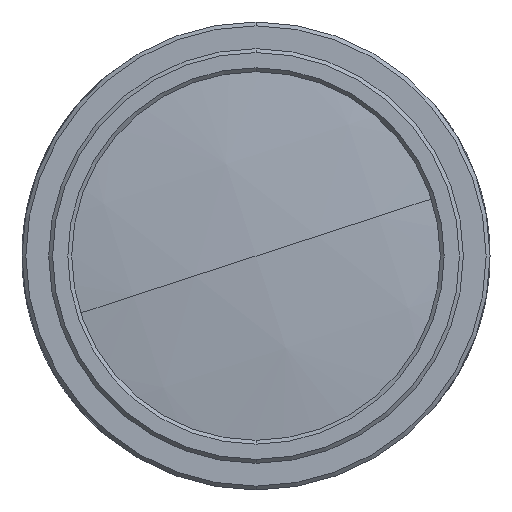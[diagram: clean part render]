
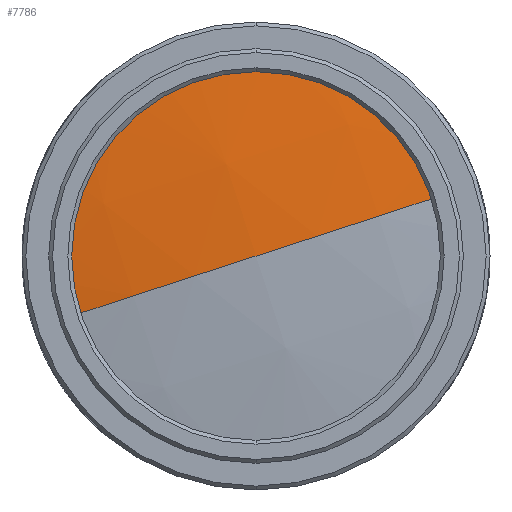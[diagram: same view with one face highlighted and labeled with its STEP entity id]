
A CAD part, left-side view. The second image highlights one B-rep face of the part: STEP entity #7786.
In plain terms, the highlighted spherical face has radius 95.54 mm.
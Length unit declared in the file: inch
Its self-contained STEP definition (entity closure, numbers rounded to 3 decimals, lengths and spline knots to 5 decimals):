
#712 = AXIS2_PLACEMENT_3D ( 'NONE', #15562, #6954, #17000 ) ;
#951 = VERTEX_POINT ( 'NONE', #17037 ) ;
#1070 = CARTESIAN_POINT ( 'NONE',  ( -0.16109, 0., 0. ) ) ;
#1312 = VERTEX_POINT ( 'NONE', #12994 ) ;
#1409 = AXIS2_PLACEMENT_3D ( 'NONE', #13656, #13782, #5205 ) ;
#2257 = EDGE_LOOP ( 'NONE', ( #5466, #11550, #3221, #13794 ) ) ;
#2516 = DIRECTION ( 'NONE',  ( 0., -0.309, -0.951 ) ) ;
#3221 = ORIENTED_EDGE ( 'NONE', *, *, #11559, .F. ) ;
#4438 = AXIS2_PLACEMENT_3D ( 'NONE', #16221, #7587, #17663 ) ;
#5048 = CARTESIAN_POINT ( 'NONE',  ( 3.56769, 0., 0. ) ) ;
#5205 = DIRECTION ( 'NONE',  ( 0., 0.951, -0.309 ) ) ;
#5466 = ORIENTED_EDGE ( 'NONE', *, *, #12420, .F. ) ;
#6478 = DIRECTION ( 'NONE',  ( 0., 0.951, -0.309 ) ) ;
#6954 = DIRECTION ( 'NONE',  ( 1., 0., 0. ) ) ;
#7092 = CARTESIAN_POINT ( 'NONE',  ( -0.19373, 0., 0. ) ) ;
#7095 = CIRCLE ( 'NONE', #4438, 3.76142 ) ;
#7587 = DIRECTION ( 'NONE',  ( 0., 0.309, 0.951 ) ) ;
#7786 = ADVANCED_FACE ( 'NONE', ( #17668 ), #10432, .T. ) ;
#8850 = CIRCLE ( 'NONE', #712, 0.49443 ) ;
#9211 = AXIS2_PLACEMENT_3D ( 'NONE', #5048, #15072, #6478 ) ;
#10036 = AXIS2_PLACEMENT_3D ( 'NONE', #1070, #11007, #2516 ) ;
#10142 = VERTEX_POINT ( 'NONE', #7092 ) ;
#10432 = SPHERICAL_SURFACE ( 'NONE', #1409, 3.76142 ) ;
#11007 = DIRECTION ( 'NONE',  ( 1., 0., 0. ) ) ;
#11550 = ORIENTED_EDGE ( 'NONE', *, *, #18480, .T. ) ;
#11559 = EDGE_CURVE ( 'NONE', #15531, #1312, #8850, .T. ) ;
#12420 = EDGE_CURVE ( 'NONE', #10142, #951, #17579, .T. ) ;
#12994 = CARTESIAN_POINT ( 'NONE',  ( -0.16109, -0.4702, 0.15288 ) ) ;
#13388 = CARTESIAN_POINT ( 'NONE',  ( -0.16109, 0.15288, 0.4702 ) ) ;
#13656 = CARTESIAN_POINT ( 'NONE',  ( 3.56769, 0., 0. ) ) ;
#13782 = DIRECTION ( 'NONE',  ( 0., 0.309, 0.951 ) ) ;
#13794 = ORIENTED_EDGE ( 'NONE', *, *, #14360, .F. ) ;
#14360 = EDGE_CURVE ( 'NONE', #951, #15531, #16216, .T. ) ;
#15072 = DIRECTION ( 'NONE',  ( 0., -0.309, -0.951 ) ) ;
#15531 = VERTEX_POINT ( 'NONE', #13388 ) ;
#15562 = CARTESIAN_POINT ( 'NONE',  ( -0.16109, 0., 0. ) ) ;
#16216 = CIRCLE ( 'NONE', #10036, 0.49443 ) ;
#16221 = CARTESIAN_POINT ( 'NONE',  ( 3.56769, 0., 0. ) ) ;
#17000 = DIRECTION ( 'NONE',  ( 0., -0.309, -0.951 ) ) ;
#17037 = CARTESIAN_POINT ( 'NONE',  ( -0.16109, 0.4702, -0.15288 ) ) ;
#17579 = CIRCLE ( 'NONE', #9211, 3.76142 ) ;
#17663 = DIRECTION ( 'NONE',  ( 0., -0.951, 0.309 ) ) ;
#17668 = FACE_OUTER_BOUND ( 'NONE', #2257, .T. ) ;
#18480 = EDGE_CURVE ( 'NONE', #10142, #1312, #7095, .T. ) ;
